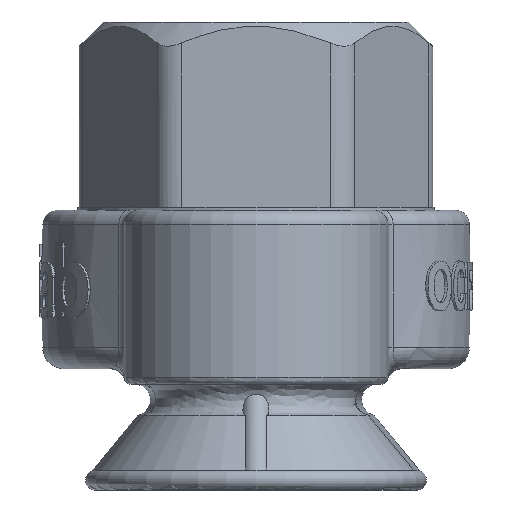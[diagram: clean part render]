
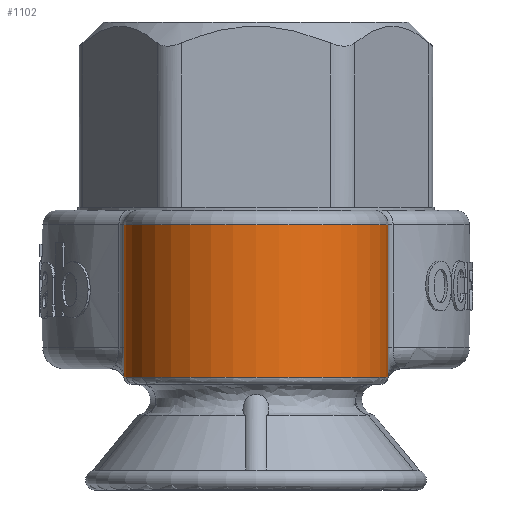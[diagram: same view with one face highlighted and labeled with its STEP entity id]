
A CAD part, left-side view. The second image highlights one B-rep face of the part: STEP entity #1102.
In plain terms, the highlighted cylindrical face has radius 9.25 mm (diameter 18.5 mm), a partial arc.
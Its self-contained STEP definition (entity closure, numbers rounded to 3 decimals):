
#1102 = ADVANCED_FACE( '', ( #2255 ), #2256, .T. );
#2255 = FACE_OUTER_BOUND( '', #8021, .T. );
#2256 = CYLINDRICAL_SURFACE( '', #8022, 9.25 );
#8021 = EDGE_LOOP( '', ( #11319, #11320, #11321, #11322 ) );
#8022 = AXIS2_PLACEMENT_3D( '', #11323, #11324, #11325 );
#11319 = ORIENTED_EDGE( '', *, *, #12230, .T. );
#11320 = ORIENTED_EDGE( '', *, *, #12286, .T. );
#11321 = ORIENTED_EDGE( '', *, *, #12786, .F. );
#11322 = ORIENTED_EDGE( '', *, *, #12574, .T. );
#11323 = CARTESIAN_POINT( '', ( -15., 0., 0. ) );
#11324 = DIRECTION( '', ( 0., 0., -1. ) );
#11325 = DIRECTION( '', ( 1., 0., 0. ) );
#12230 = EDGE_CURVE( '', #13794, #13797, #13799, .F. );
#12286 = EDGE_CURVE( '', #13797, #13881, #13883, .F. );
#12574 = EDGE_CURVE( '', #13991, #13794, #14288, .F. );
#12786 = EDGE_CURVE( '', #13991, #13881, #14536, .F. );
#13794 = VERTEX_POINT( '', #17273 );
#13797 = VERTEX_POINT( '', #17307 );
#13799 = LINE( '', #17310, #17311 );
#13881 = VERTEX_POINT( '', #17503 );
#13883 = CIRCLE( '', #17505, 9.25 );
#13991 = VERTEX_POINT( '', #17850 );
#14288 = CIRCLE( '', #18938, 9.25 );
#14536 = LINE( '', #19672, #19673 );
#17273 = CARTESIAN_POINT( '', ( -15., -9.25, 7.916 ) );
#17307 = CARTESIAN_POINT( '', ( -15., -9.25, 18.6 ) );
#17310 = CARTESIAN_POINT( '', ( -15., -9.25, 7.418 ) );
#17311 = VECTOR( '', #20247, 1000. );
#17503 = CARTESIAN_POINT( '', ( -15., 9.25, 18.6 ) );
#17505 = AXIS2_PLACEMENT_3D( '', #20289, #20290, #20291 );
#17850 = CARTESIAN_POINT( '', ( -15., 9.25, 7.916 ) );
#18938 = AXIS2_PLACEMENT_3D( '', #20483, #20484, #20485 );
#19672 = CARTESIAN_POINT( '', ( -15., 9.25, 7.418 ) );
#19673 = VECTOR( '', #20577, 1000. );
#20247 = DIRECTION( '', ( 0., 0., -1. ) );
#20289 = CARTESIAN_POINT( '', ( -15., 0., 18.6 ) );
#20290 = DIRECTION( '', ( 0., 0., 1. ) );
#20291 = DIRECTION( '', ( 1., 0., 0. ) );
#20483 = CARTESIAN_POINT( '', ( -15., 0., 7.916 ) );
#20484 = DIRECTION( '', ( 0., 0., -1. ) );
#20485 = DIRECTION( '', ( -1., 0., 0. ) );
#20577 = DIRECTION( '', ( 0., 0., -1. ) );
